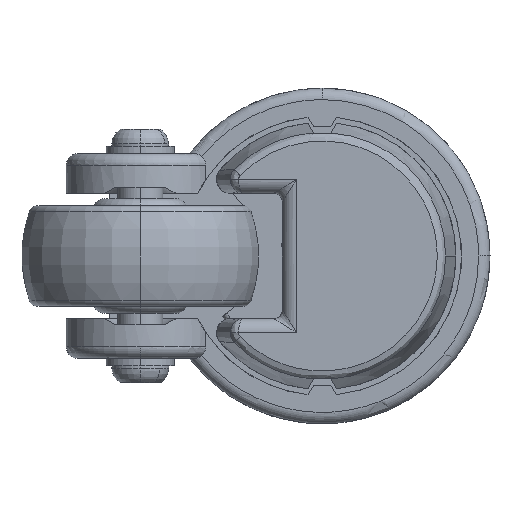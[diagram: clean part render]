
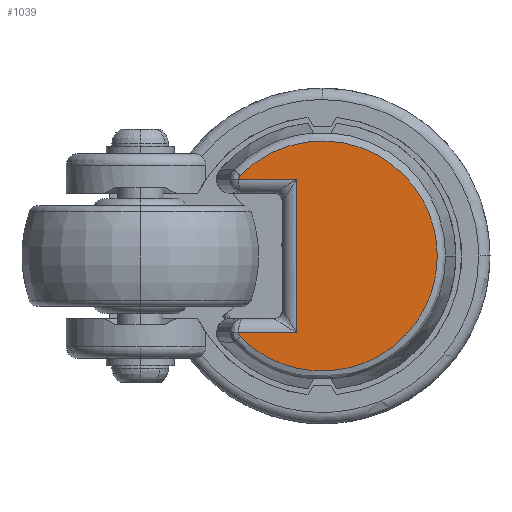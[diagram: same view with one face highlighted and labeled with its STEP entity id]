
A CAD part, front view. The second image highlights one B-rep face of the part: STEP entity #1039.
In plain terms, the highlighted planar face has unit normal (0, -1, 0).
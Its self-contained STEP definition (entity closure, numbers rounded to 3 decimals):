
#438 = CARTESIAN_POINT ( 'NONE',  ( -14.661, -68.934, 13.777 ) ) ;
#482 = EDGE_CURVE ( 'NONE', #12621, #27440, #20393, .T. ) ;
#485 = EDGE_CURVE ( 'NONE', #25259, #12621, #20829, .T. ) ;
#1039 = ADVANCED_FACE ( 'NONE', ( #24681 ), #2645, .F. ) ;
#1561 = DIRECTION ( 'NONE',  ( -1., 0., 0. ) ) ;
#1674 = CARTESIAN_POINT ( 'NONE',  ( -10.68, -68.934, -13.5 ) ) ;
#2645 = PLANE ( 'NONE',  #33744 ) ;
#3112 = CARTESIAN_POINT ( 'NONE',  ( -14.653, -68.934, 13.802 ) ) ;
#3185 = ORIENTED_EDGE ( 'NONE', *, *, #15256, .F. ) ;
#3277 = CARTESIAN_POINT ( 'NONE',  ( -14.701, -68.934, -13.5 ) ) ;
#3465 = CARTESIAN_POINT ( 'NONE',  ( -14.416, -68.934, 14.187 ) ) ;
#5165 = ORIENTED_EDGE ( 'NONE', *, *, #17165, .F. ) ;
#5419 = CARTESIAN_POINT ( 'NONE',  ( -14.653, -68.934, -13.802 ) ) ;
#5749 = CARTESIAN_POINT ( 'NONE',  ( -14.62, -68.934, 13.886 ) ) ;
#5754 = VECTOR ( 'NONE', #33280, 1000. ) ;
#5977 = CARTESIAN_POINT ( 'NONE',  ( -14.583, -68.934, 13.963 ) ) ;
#7739 = CARTESIAN_POINT ( 'NONE',  ( -14.698, -68.934, -13.586 ) ) ;
#7949 = CARTESIAN_POINT ( 'NONE',  ( -14.416, -68.934, -14.187 ) ) ;
#8050 = ORIENTED_EDGE ( 'NONE', *, *, #482, .F. ) ;
#8473 = CARTESIAN_POINT ( 'NONE',  ( -14.416, -68.934, 14.187 ) ) ;
#8500 = CARTESIAN_POINT ( 'NONE',  ( -14.633, -68.934, 13.856 ) ) ;
#8613 = CARTESIAN_POINT ( 'NONE',  ( -14.475, -68.934, 14.124 ) ) ;
#8974 = CARTESIAN_POINT ( 'NONE',  ( -4.5, -68.934, 13.5 ) ) ;
#9382 = CARTESIAN_POINT ( 'NONE',  ( -3.796, -68.934, 13.5 ) ) ;
#9721 = VECTOR ( 'NONE', #25029, 1000. ) ;
#10721 = CARTESIAN_POINT ( 'NONE',  ( -14.638, -68.934, -13.841 ) ) ;
#10804 = DIRECTION ( 'NONE',  ( 0., 0., 1. ) ) ;
#10861 = CARTESIAN_POINT ( 'NONE',  ( -14.701, -68.934, 13.5 ) ) ;
#11164 = CARTESIAN_POINT ( 'NONE',  ( -14.614, -68.934, 13.901 ) ) ;
#11389 = CARTESIAN_POINT ( 'NONE',  ( -14.701, -68.934, 13.543 ) ) ;
#11392 = LINE ( 'NONE', #1674, #9721 ) ;
#11497 = EDGE_CURVE ( 'NONE', #21677, #20124, #13965, .T. ) ;
#12621 = VERTEX_POINT ( 'NONE', #8473 ) ;
#13781 = CARTESIAN_POINT ( 'NONE',  ( -14.549, -68.934, 14.021 ) ) ;
#13965 = LINE ( 'NONE', #19938, #5754 ) ;
#15256 = EDGE_CURVE ( 'NONE', #20124, #25259, #26793, .T. ) ;
#15535 = CARTESIAN_POINT ( 'NONE',  ( -14.526, -68.934, -14.056 ) ) ;
#15652 = CARTESIAN_POINT ( 'NONE',  ( -14.583, -68.934, -13.963 ) ) ;
#15752 = EDGE_CURVE ( 'NONE', #27440, #19802, #29207, .T. ) ;
#15764 = CARTESIAN_POINT ( 'NONE',  ( -14.678, -68.934, -13.711 ) ) ;
#15878 = CARTESIAN_POINT ( 'NONE',  ( -14.446, -68.934, -14.157 ) ) ;
#16201 = CARTESIAN_POINT ( 'NONE',  ( 20.226, -68.934, 0. ) ) ;
#16323 = CARTESIAN_POINT ( 'NONE',  ( -14.687, -68.934, 13.67 ) ) ;
#16547 = CARTESIAN_POINT ( 'NONE',  ( 20.226, -68.934, -21.295 ) ) ;
#17165 = EDGE_CURVE ( 'NONE', #19802, #21677, #11392, .T. ) ;
#18183 = CARTESIAN_POINT ( 'NONE',  ( -14.701, -68.934, -13.543 ) ) ;
#18601 = EDGE_LOOP ( 'NONE', ( #20900, #5165, #33126, #8050, #32929, #3185 ) ) ;
#19187 = CARTESIAN_POINT ( 'NONE',  ( -14.638, -68.934, 13.841 ) ) ;
#19759 = VECTOR ( 'NONE', #1561, 1000. ) ;
#19802 = VERTEX_POINT ( 'NONE', #3277 ) ;
#19938 = CARTESIAN_POINT ( 'NONE',  ( -4.5, -68.934, -5.5 ) ) ;
#20124 = VERTEX_POINT ( 'NONE', #8974 ) ;
#20393 =( BOUNDED_CURVE ( )  B_SPLINE_CURVE ( 3, ( #27286, #29498, #24270, #16201, #16547, #32185, #21844 ),
 .UNSPECIFIED., .F., .F. ) 
 B_SPLINE_CURVE_WITH_KNOTS ( ( 4, 3, 4 ),
 ( 0., 0.5, 1. ),
 .UNSPECIFIED. ) 
 CURVE ( )  GEOMETRIC_REPRESENTATION_ITEM ( )  RATIONAL_B_SPLINE_CURVE ( ( 1., 0.586, 0.586, 1., 0.586, 0.586, 1. ) ) 
 REPRESENTATION_ITEM ( '' )  );
#20829 = B_SPLINE_CURVE_WITH_KNOTS ( 'NONE', 3,
 ( #24625, #11389, #32537, #16323, #32062, #438, #3112, #19187, #8500, #5749, #11164, #29620, #5977, #13781, #32304, #8613, #27048, #3465 ),
 .UNSPECIFIED., .F., .F.,
 ( 4, 2, 2, 2, 2, 2, 2, 2, 4 ),
 ( 0., 0.169, 0.333, 0.436, 0.5, 0.564, 0.667, 0.831, 1. ),
 .UNSPECIFIED. ) ;
#20900 = ORIENTED_EDGE ( 'NONE', *, *, #11497, .F. ) ;
#20939 = CARTESIAN_POINT ( 'NONE',  ( -14.633, -68.934, -13.856 ) ) ;
#21677 = VERTEX_POINT ( 'NONE', #26199 ) ;
#21844 = CARTESIAN_POINT ( 'NONE',  ( -14.416, -68.934, -14.187 ) ) ;
#23385 = CARTESIAN_POINT ( 'NONE',  ( -14.614, -68.934, -13.901 ) ) ;
#23615 = CARTESIAN_POINT ( 'NONE',  ( -14.62, -68.934, -13.886 ) ) ;
#23853 = CARTESIAN_POINT ( 'NONE',  ( -14.416, -68.934, -14.187 ) ) ;
#24270 = CARTESIAN_POINT ( 'NONE',  ( 20.226, -68.934, 21.295 ) ) ;
#24625 = CARTESIAN_POINT ( 'NONE',  ( -14.701, -68.934, 13.5 ) ) ;
#24681 = FACE_OUTER_BOUND ( 'NONE', #18601, .T. ) ;
#25029 = DIRECTION ( 'NONE',  ( 1., 0., 0. ) ) ;
#25259 = VERTEX_POINT ( 'NONE', #10861 ) ;
#26039 = CARTESIAN_POINT ( 'NONE',  ( -14.661, -68.934, -13.777 ) ) ;
#26199 = CARTESIAN_POINT ( 'NONE',  ( -4.5, -68.934, -13.5 ) ) ;
#26387 = CARTESIAN_POINT ( 'NONE',  ( -14.687, -68.934, -13.67 ) ) ;
#26793 = LINE ( 'NONE', #9382, #19759 ) ;
#27048 = CARTESIAN_POINT ( 'NONE',  ( -14.446, -68.934, 14.157 ) ) ;
#27286 = CARTESIAN_POINT ( 'NONE',  ( -14.416, -68.934, 14.187 ) ) ;
#27440 = VERTEX_POINT ( 'NONE', #23853 ) ;
#29051 = CARTESIAN_POINT ( 'NONE',  ( -14.701, -68.934, -13.5 ) ) ;
#29207 = B_SPLINE_CURVE_WITH_KNOTS ( 'NONE', 3,
 ( #7949, #15878, #31386, #15535, #31501, #15652, #34049, #23385, #23615, #20939, #10721, #5419, #26039, #15764, #26387, #7739, #18183, #29051 ),
 .UNSPECIFIED., .F., .F.,
 ( 4, 2, 2, 2, 2, 2, 2, 2, 4 ),
 ( 0., 0.169, 0.333, 0.436, 0.5, 0.564, 0.667, 0.831, 1. ),
 .UNSPECIFIED. ) ;
#29244 = DIRECTION ( 'NONE',  ( 0., 1., 0. ) ) ;
#29498 = CARTESIAN_POINT ( 'NONE',  ( 0.52, -68.934, 29.365 ) ) ;
#29620 = CARTESIAN_POINT ( 'NONE',  ( -14.595, -68.934, 13.939 ) ) ;
#31386 = CARTESIAN_POINT ( 'NONE',  ( -14.475, -68.934, -14.124 ) ) ;
#31501 = CARTESIAN_POINT ( 'NONE',  ( -14.549, -68.934, -14.021 ) ) ;
#32062 = CARTESIAN_POINT ( 'NONE',  ( -14.678, -68.934, 13.711 ) ) ;
#32185 = CARTESIAN_POINT ( 'NONE',  ( 0.52, -68.934, -29.365 ) ) ;
#32304 = CARTESIAN_POINT ( 'NONE',  ( -14.526, -68.934, 14.056 ) ) ;
#32537 = CARTESIAN_POINT ( 'NONE',  ( -14.698, -68.934, 13.586 ) ) ;
#32929 = ORIENTED_EDGE ( 'NONE', *, *, #485, .F. ) ;
#33126 = ORIENTED_EDGE ( 'NONE', *, *, #15752, .F. ) ;
#33280 = DIRECTION ( 'NONE',  ( 0., 0., 1. ) ) ;
#33744 = AXIS2_PLACEMENT_3D ( 'NONE', #34126, #29244, #10804 ) ;
#34049 = CARTESIAN_POINT ( 'NONE',  ( -14.595, -68.934, -13.939 ) ) ;
#34126 = CARTESIAN_POINT ( 'NONE',  ( -0.592, -68.934, 0. ) ) ;
